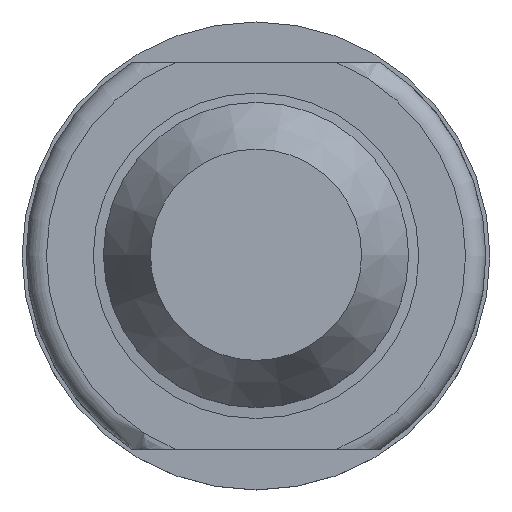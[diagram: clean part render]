
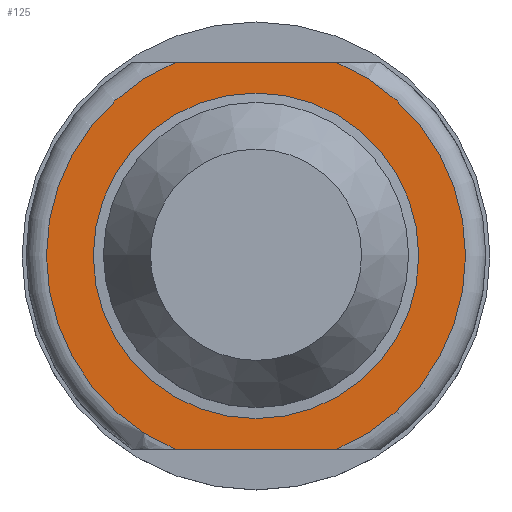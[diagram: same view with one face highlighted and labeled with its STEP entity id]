
A CAD part, top view. The second image highlights one B-rep face of the part: STEP entity #125.
In plain terms, the highlighted planar face has unit normal (0, 0, 1).
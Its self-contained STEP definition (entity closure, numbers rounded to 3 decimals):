
#125=ADVANCED_FACE('240[2]',(#302,#303),#304,.T.);
#135=EDGE_CURVE('240[2]',#317,#318,#319,.T.);
#143=EDGE_CURVE('240[2]',#331,#263,#332,.T.);
#157=EDGE_CURVE('240[2]',#331,#318,#352,.T.);
#183=EDGE_CURVE('240[2]',#391,#391,#392,.T.);
#217=EDGE_CURVE('240[2]',#317,#263,#436,.T.);
#263=VERTEX_POINT('',#479);
#302=FACE_OUTER_BOUND('',#547,.T.);
#303=FACE_BOUND('',#548,.T.);
#304=PLANE('',#549);
#317=VERTEX_POINT('',#566);
#318=VERTEX_POINT('',#567);
#319=LINE('',#568,#569);
#331=VERTEX_POINT('',#586);
#332=LINE('',#587,#588);
#352=CIRCLE('',#635,10.3);
#391=VERTEX_POINT('',#686);
#392=CIRCLE('',#687,8.);
#436=CIRCLE('',#785,10.3);
#479=CARTESIAN_POINT('',(-3.98,9.5,6.0));
#547=EDGE_LOOP('',(#871,#872,#873,#874));
#548=EDGE_LOOP('',(#875));
#549=AXIS2_PLACEMENT_3D('',#876,#877,#878);
#566=CARTESIAN_POINT('',(-3.98,-9.5,6.0));
#567=CARTESIAN_POINT('',(3.98,-9.5,6.0));
#568=CARTESIAN_POINT('',(-4.075,-9.5,6.0));
#569=VECTOR('',#892,1.0);
#586=CARTESIAN_POINT('',(3.98,9.5,6.0));
#587=CARTESIAN_POINT('',(-4.075,9.5,6.0));
#588=VECTOR('',#900,1.0);
#635=AXIS2_PLACEMENT_3D('',#915,#916,#917);
#686=CARTESIAN_POINT('',(-8.,0.,6.0));
#687=AXIS2_PLACEMENT_3D('',#963,#964,#965);
#785=AXIS2_PLACEMENT_3D('',#1014,#1015,#1016);
#871=ORIENTED_EDGE('',*,*,#135,.T.);
#872=ORIENTED_EDGE('',*,*,#157,.F.);
#873=ORIENTED_EDGE('',*,*,#143,.T.);
#874=ORIENTED_EDGE('',*,*,#217,.F.);
#875=ORIENTED_EDGE('',*,*,#183,.F.);
#876=CARTESIAN_POINT('',(-8.15,0.,6.0));
#877=DIRECTION('',(0.,0.,1.0));
#878=DIRECTION('',(1.0,0.,0.0));
#892=DIRECTION('',(1.0,0.,0.));
#900=DIRECTION('',(-1.0,0.,0.));
#915=CARTESIAN_POINT('',(0.,0.,6.0));
#916=DIRECTION('',(0.,0.,-1.0));
#917=DIRECTION('',(1.0,0.,0.));
#963=CARTESIAN_POINT('',(0.,0.,6.0));
#964=DIRECTION('',(0.,0.,1.0));
#965=DIRECTION('',(1.0,0.,0.));
#1014=CARTESIAN_POINT('',(0.,0.,6.0));
#1015=DIRECTION('',(0.,0.,-1.0));
#1016=DIRECTION('',(1.0,0.,0.));
